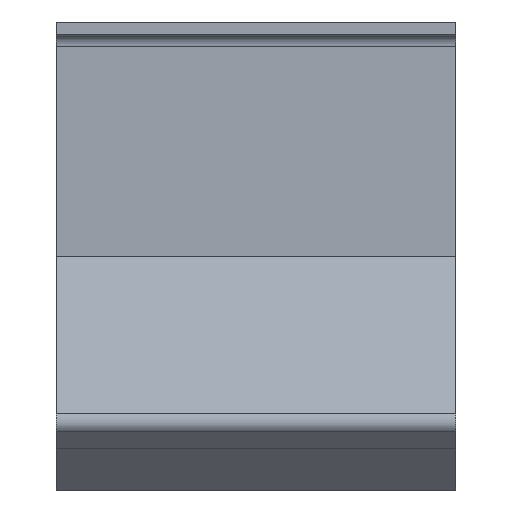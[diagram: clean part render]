
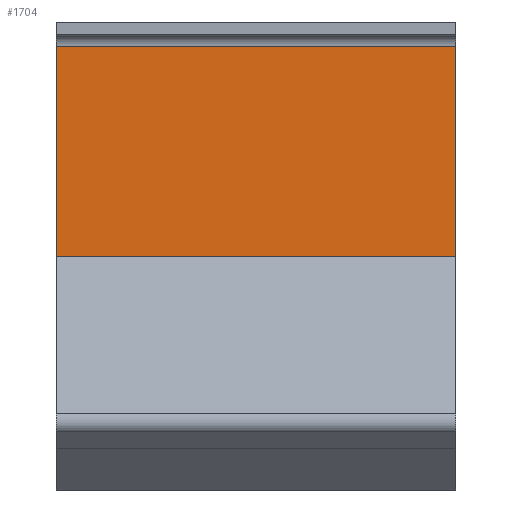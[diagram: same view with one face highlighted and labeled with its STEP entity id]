
A CAD part, left-side view. The second image highlights one B-rep face of the part: STEP entity #1704.
In plain terms, the highlighted planar face has unit normal (-1, 0, 0).
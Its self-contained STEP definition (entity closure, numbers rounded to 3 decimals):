
#66=PLANE('',#1856);
#140=FACE_OUTER_BOUND('',#235,.T.);
#235=EDGE_LOOP('',(#1462,#1463,#1464,#1465));
#374=LINE('',#2685,#557);
#400=LINE('',#2755,#583);
#407=LINE('',#2772,#590);
#408=LINE('',#2775,#591);
#557=VECTOR('',#2179,10.);
#583=VECTOR('',#2239,10.);
#590=VECTOR('',#2254,10.);
#591=VECTOR('',#2259,10.);
#800=VERTEX_POINT('',#2682);
#801=VERTEX_POINT('',#2684);
#827=VERTEX_POINT('',#2752);
#828=VERTEX_POINT('',#2754);
#1010=EDGE_CURVE('',#800,#801,#374,.T.);
#1045=EDGE_CURVE('',#828,#827,#400,.T.);
#1055=EDGE_CURVE('',#828,#800,#407,.T.);
#1056=EDGE_CURVE('',#801,#827,#408,.T.);
#1462=ORIENTED_EDGE('',*,*,#1055,.F.);
#1463=ORIENTED_EDGE('',*,*,#1045,.T.);
#1464=ORIENTED_EDGE('',*,*,#1056,.F.);
#1465=ORIENTED_EDGE('',*,*,#1010,.F.);
#1704=ADVANCED_FACE('',(#140),#66,.T.);
#1856=AXIS2_PLACEMENT_3D('',#2774,#2257,#2258);
#2179=DIRECTION('',(0.,0.,1.));
#2239=DIRECTION('',(0.,0.,1.));
#2254=DIRECTION('',(0.,1.,0.));
#2257=DIRECTION('center_axis',(-1.,0.,0.));
#2258=DIRECTION('ref_axis',(0.,0.,1.));
#2259=DIRECTION('',(0.,-1.,0.));
#2682=CARTESIAN_POINT('',(-115.347,65.,-40.512));
#2684=CARTESIAN_POINT('',(-115.347,65.,-6.317));
#2685=CARTESIAN_POINT('',(-115.347,65.,-42.577));
#2752=CARTESIAN_POINT('',(-115.347,0.,-6.317));
#2754=CARTESIAN_POINT('',(-115.347,0.,-40.512));
#2755=CARTESIAN_POINT('',(-115.347,0.,-42.577));
#2772=CARTESIAN_POINT('',(-115.347,32.5,-40.512));
#2774=CARTESIAN_POINT('Origin',(-115.347,0.,-42.577));
#2775=CARTESIAN_POINT('',(-115.347,0.,-6.317));
